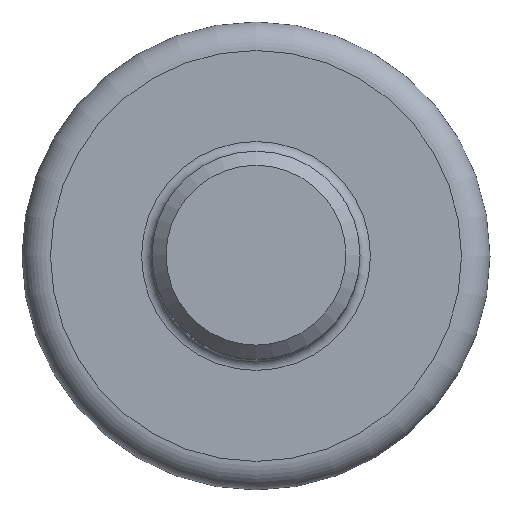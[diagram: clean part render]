
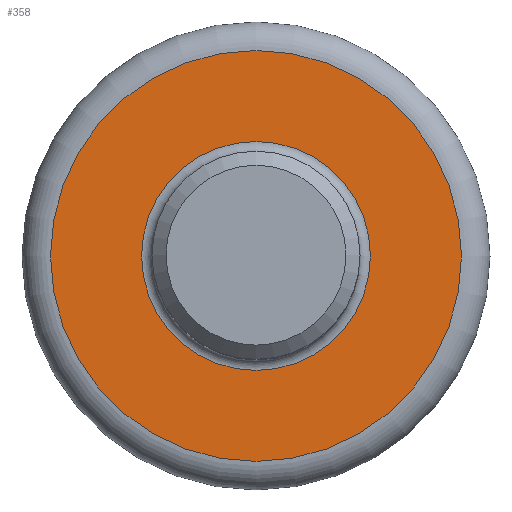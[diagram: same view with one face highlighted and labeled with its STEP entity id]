
A CAD part, top view. The second image highlights one B-rep face of the part: STEP entity #358.
In plain terms, the highlighted planar face has unit normal (0, 0, 1).
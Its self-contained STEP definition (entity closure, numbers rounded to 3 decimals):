
#4 = DIRECTION ( 'NONE',  ( -1., 0., 0. ) ) ;
#79 = CIRCLE ( 'NONE', #379, 7.9 ) ;
#103 = CARTESIAN_POINT ( 'NONE',  ( -4.4, 0., 0. ) ) ;
#125 = FACE_BOUND ( 'NONE', #496, .T. ) ;
#127 = EDGE_CURVE ( 'NONE', #386, #386, #330, .T. ) ;
#187 = DIRECTION ( 'NONE',  ( 0., 0., -1. ) ) ;
#236 = ORIENTED_EDGE ( 'NONE', *, *, #733, .F. ) ;
#239 = DIRECTION ( 'NONE',  ( -1., 0., 0. ) ) ;
#257 = VERTEX_POINT ( 'NONE', #707 ) ;
#290 = DIRECTION ( 'NONE',  ( 0., 0., -1. ) ) ;
#305 = PLANE ( 'NONE',  #349 ) ;
#330 = CIRCLE ( 'NONE', #394, 4.4 ) ;
#349 = AXIS2_PLACEMENT_3D ( 'NONE', #672, #615, #4 ) ;
#358 = ADVANCED_FACE ( 'NONE', ( #481, #125 ), #305, .F. ) ;
#372 = EDGE_LOOP ( 'NONE', ( #236 ) ) ;
#379 = AXIS2_PLACEMENT_3D ( 'NONE', #739, #187, #239 ) ;
#386 = VERTEX_POINT ( 'NONE', #103 ) ;
#394 = AXIS2_PLACEMENT_3D ( 'NONE', #476, #290, #407 ) ;
#407 = DIRECTION ( 'NONE',  ( -1., 0., 0. ) ) ;
#476 = CARTESIAN_POINT ( 'NONE',  ( 0., 0., 0. ) ) ;
#481 = FACE_OUTER_BOUND ( 'NONE', #372, .T. ) ;
#496 = EDGE_LOOP ( 'NONE', ( #703 ) ) ;
#615 = DIRECTION ( 'NONE',  ( 0., 0., -1. ) ) ;
#672 = CARTESIAN_POINT ( 'NONE',  ( 0., 4.4, 0. ) ) ;
#703 = ORIENTED_EDGE ( 'NONE', *, *, #127, .T. ) ;
#707 = CARTESIAN_POINT ( 'NONE',  ( -7.9, 0., 0. ) ) ;
#733 = EDGE_CURVE ( 'NONE', #257, #257, #79, .T. ) ;
#739 = CARTESIAN_POINT ( 'NONE',  ( 0., 0., 0. ) ) ;
